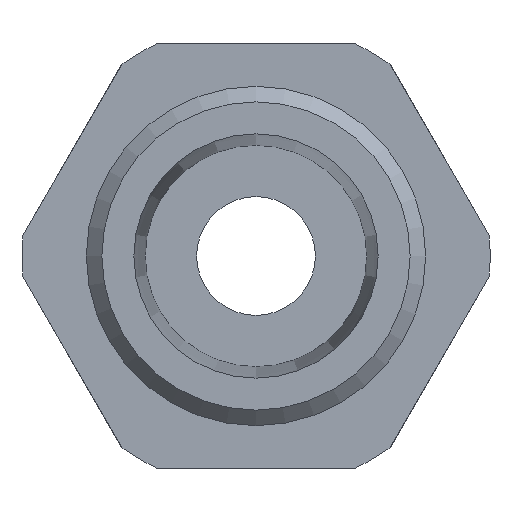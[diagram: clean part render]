
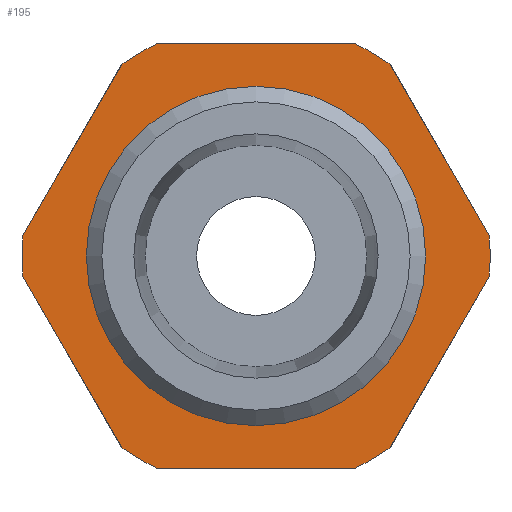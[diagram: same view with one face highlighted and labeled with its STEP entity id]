
A CAD part, left-side view. The second image highlights one B-rep face of the part: STEP entity #195.
In plain terms, the highlighted planar face has unit normal (-1, 0, 0).
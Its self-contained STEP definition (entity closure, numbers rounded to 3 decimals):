
#195 = ADVANCED_FACE( '', ( #443, #444 ), #445, .F. );
#443 = FACE_OUTER_BOUND( '', #742, .T. );
#444 = FACE_BOUND( '', #743, .T. );
#445 = PLANE( '', #744 );
#742 = EDGE_LOOP( '', ( #1229, #1230, #1231, #1232, #1233, #1234, #1235, #1236, #1237, #1238, #1239, #1240 ) );
#743 = EDGE_LOOP( '', ( #1241 ) );
#744 = AXIS2_PLACEMENT_3D( '', #1242, #1243, #1244 );
#1229 = ORIENTED_EDGE( '', *, *, #1687, .F. );
#1230 = ORIENTED_EDGE( '', *, *, #1641, .F. );
#1231 = ORIENTED_EDGE( '', *, *, #1644, .F. );
#1232 = ORIENTED_EDGE( '', *, *, #1753, .F. );
#1233 = ORIENTED_EDGE( '', *, *, #1691, .F. );
#1234 = ORIENTED_EDGE( '', *, *, #1754, .F. );
#1235 = ORIENTED_EDGE( '', *, *, #1755, .F. );
#1236 = ORIENTED_EDGE( '', *, *, #1717, .F. );
#1237 = ORIENTED_EDGE( '', *, *, #1756, .F. );
#1238 = ORIENTED_EDGE( '', *, *, #1757, .F. );
#1239 = ORIENTED_EDGE( '', *, *, #1727, .F. );
#1240 = ORIENTED_EDGE( '', *, *, #1671, .F. );
#1241 = ORIENTED_EDGE( '', *, *, #1758, .T. );
#1242 = CARTESIAN_POINT( '', ( 9., 9.543, 0. ) );
#1243 = DIRECTION( '', ( 1., 0., 0. ) );
#1244 = DIRECTION( '', ( 0., 0., -1. ) );
#1641 = EDGE_CURVE( '', #1950, #1948, #1952, .T. );
#1644 = EDGE_CURVE( '', #1954, #1950, #1956, .T. );
#1671 = EDGE_CURVE( '', #1998, #1996, #2000, .T. );
#1687 = EDGE_CURVE( '', #1948, #1998, #2024, .T. );
#1691 = EDGE_CURVE( '', #2028, #2026, #2030, .T. );
#1717 = EDGE_CURVE( '', #2067, #2065, #2069, .T. );
#1727 = EDGE_CURVE( '', #1996, #2081, #2083, .T. );
#1753 = EDGE_CURVE( '', #2026, #1954, #2120, .T. );
#1754 = EDGE_CURVE( '', #2121, #2028, #2122, .T. );
#1755 = EDGE_CURVE( '', #2065, #2121, #2123, .T. );
#1756 = EDGE_CURVE( '', #2124, #2067, #2125, .T. );
#1757 = EDGE_CURVE( '', #2081, #2124, #2126, .T. );
#1758 = EDGE_CURVE( '', #2127, #2127, #2128, .T. );
#1948 = VERTEX_POINT( '', #2470 );
#1950 = VERTEX_POINT( '', #2473 );
#1952 = LINE( '', #2476, #2477 );
#1954 = VERTEX_POINT( '', #2479 );
#1956 = CIRCLE( '', #2482, 13.8 );
#1996 = VERTEX_POINT( '', #2533 );
#1998 = VERTEX_POINT( '', #2536 );
#2000 = LINE( '', #2539, #2540 );
#2024 = CIRCLE( '', #2565, 13.8 );
#2026 = VERTEX_POINT( '', #2567 );
#2028 = VERTEX_POINT( '', #2570 );
#2030 = CIRCLE( '', #2573, 13.8 );
#2065 = VERTEX_POINT( '', #2617 );
#2067 = VERTEX_POINT( '', #2620 );
#2069 = LINE( '', #2623, #2624 );
#2081 = VERTEX_POINT( '', #2639 );
#2083 = CIRCLE( '', #2642, 13.8 );
#2120 = LINE( '', #2684, #2685 );
#2121 = VERTEX_POINT( '', #2686 );
#2122 = LINE( '', #2687, #2688 );
#2123 = CIRCLE( '', #2689, 13.8 );
#2124 = VERTEX_POINT( '', #2690 );
#2125 = CIRCLE( '', #2691, 13.8 );
#2126 = LINE( '', #2692, #2693 );
#2127 = VERTEX_POINT( '', #2694 );
#2128 = CIRCLE( '', #2695, 9.543 );
#2470 = CARTESIAN_POINT( '', ( 9., 13.749, -1.186 ) );
#2473 = CARTESIAN_POINT( '', ( 9., 7.902, -11.314 ) );
#2476 = CARTESIAN_POINT( '', ( 9., 7.217, -12.5 ) );
#2477 = VECTOR( '', #2897, 1000. );
#2479 = CARTESIAN_POINT( '', ( 9., 5.847, -12.5 ) );
#2482 = AXIS2_PLACEMENT_3D( '', #2899, #2900, #2901 );
#2533 = CARTESIAN_POINT( '', ( 9., 7.902, 11.314 ) );
#2536 = CARTESIAN_POINT( '', ( 9., 13.749, 1.186 ) );
#2539 = CARTESIAN_POINT( '', ( 9., 14.434, 0. ) );
#2540 = VECTOR( '', #2933, 1000. );
#2565 = AXIS2_PLACEMENT_3D( '', #2959, #2960, #2961 );
#2567 = CARTESIAN_POINT( '', ( 9., -5.847, -12.5 ) );
#2570 = CARTESIAN_POINT( '', ( 9., -7.902, -11.314 ) );
#2573 = AXIS2_PLACEMENT_3D( '', #2964, #2965, #2966 );
#2617 = CARTESIAN_POINT( '', ( 9., -13.749, 1.186 ) );
#2620 = CARTESIAN_POINT( '', ( 9., -7.902, 11.314 ) );
#2623 = CARTESIAN_POINT( '', ( 9., -7.217, 12.5 ) );
#2624 = VECTOR( '', #2996, 1000. );
#2639 = CARTESIAN_POINT( '', ( 9., 5.847, 12.5 ) );
#2642 = AXIS2_PLACEMENT_3D( '', #3007, #3008, #3009 );
#2684 = CARTESIAN_POINT( '', ( 9., -7.217, -12.5 ) );
#2685 = VECTOR( '', #3051, 1000. );
#2686 = CARTESIAN_POINT( '', ( 9., -13.749, -1.186 ) );
#2687 = CARTESIAN_POINT( '', ( 9., -14.434, 0. ) );
#2688 = VECTOR( '', #3052, 1000. );
#2689 = AXIS2_PLACEMENT_3D( '', #3053, #3054, #3055 );
#2690 = CARTESIAN_POINT( '', ( 9., -5.847, 12.5 ) );
#2691 = AXIS2_PLACEMENT_3D( '', #3056, #3057, #3058 );
#2692 = CARTESIAN_POINT( '', ( 9., 7.217, 12.5 ) );
#2693 = VECTOR( '', #3059, 1000. );
#2694 = CARTESIAN_POINT( '', ( 9., 0., -9.543 ) );
#2695 = AXIS2_PLACEMENT_3D( '', #3060, #3061, #3062 );
#2897 = DIRECTION( '', ( 0., 0.5, 0.866 ) );
#2899 = CARTESIAN_POINT( '', ( 9., 0., 0. ) );
#2900 = DIRECTION( '', ( 1., 0., 0. ) );
#2901 = DIRECTION( '', ( 0., 0., -1. ) );
#2933 = DIRECTION( '', ( 0., -0.5, 0.866 ) );
#2959 = CARTESIAN_POINT( '', ( 9., 0., 0. ) );
#2960 = DIRECTION( '', ( 1., 0., 0. ) );
#2961 = DIRECTION( '', ( 0., 0., -1. ) );
#2964 = CARTESIAN_POINT( '', ( 9., 0., 0. ) );
#2965 = DIRECTION( '', ( 1., 0., 0. ) );
#2966 = DIRECTION( '', ( 0., 0., -1. ) );
#2996 = DIRECTION( '', ( 0., -0.5, -0.866 ) );
#3007 = CARTESIAN_POINT( '', ( 9., 0., 0. ) );
#3008 = DIRECTION( '', ( 1., 0., 0. ) );
#3009 = DIRECTION( '', ( 0., 0., -1. ) );
#3051 = DIRECTION( '', ( 0., 1., 0. ) );
#3052 = DIRECTION( '', ( 0., 0.5, -0.866 ) );
#3053 = CARTESIAN_POINT( '', ( 9., 0., 0. ) );
#3054 = DIRECTION( '', ( 1., 0., 0. ) );
#3055 = DIRECTION( '', ( 0., 0., -1. ) );
#3056 = CARTESIAN_POINT( '', ( 9., 0., 0. ) );
#3057 = DIRECTION( '', ( 1., 0., 0. ) );
#3058 = DIRECTION( '', ( 0., 0., -1. ) );
#3059 = DIRECTION( '', ( 0., -1., 0. ) );
#3060 = CARTESIAN_POINT( '', ( 9., 0., 0. ) );
#3061 = DIRECTION( '', ( 1., 0., 0. ) );
#3062 = DIRECTION( '', ( 0., 0., -1. ) );
